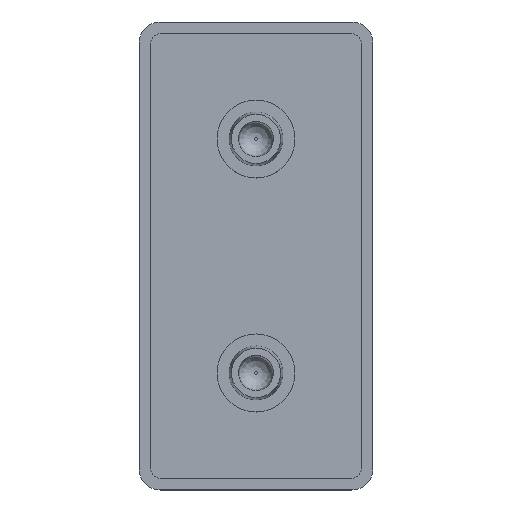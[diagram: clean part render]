
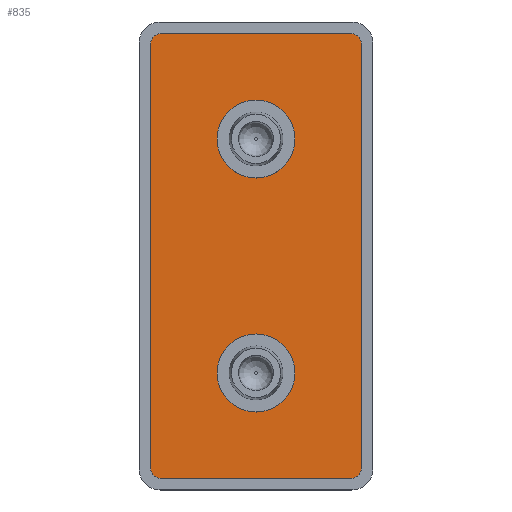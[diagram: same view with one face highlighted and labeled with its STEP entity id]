
A CAD part, top view. The second image highlights one B-rep face of the part: STEP entity #835.
In plain terms, the highlighted planar face has unit normal (0, 0, 1).
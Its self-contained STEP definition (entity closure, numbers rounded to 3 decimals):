
#189=CARTESIAN_POINT('',(0.0,-10.0,-1.0));
#190=VERTEX_POINT('',#189);
#191=CARTESIAN_POINT('',(0.0,-15.0,-1.0));
#192=DIRECTION('',(0.0,0.0,-1.0));
#193=DIRECTION('',(0.0,1.0,0.0));
#194=AXIS2_PLACEMENT_3D('',#191,#192,#193);
#195=CIRCLE('',#194,5.0);
#196=EDGE_CURVE('',#190,#190,#195,.T.);
#434=CARTESIAN_POINT('',(0.0,10.0,-1.0));
#435=VERTEX_POINT('',#434);
#436=CARTESIAN_POINT('',(0.0,15.0,-1.0));
#437=DIRECTION('',(0.0,0.0,-1.0));
#438=DIRECTION('',(0.0,-1.0,0.0));
#439=AXIS2_PLACEMENT_3D('',#436,#437,#438);
#440=CIRCLE('',#439,5.0);
#441=EDGE_CURVE('',#435,#435,#440,.T.);
#563=CARTESIAN_POINT('',(-13.5,27.25,-1.0));
#564=VERTEX_POINT('',#563);
#565=CARTESIAN_POINT('',(-13.5,-27.25,-1.0));
#566=VERTEX_POINT('',#565);
#567=CARTESIAN_POINT('',(-13.5,27.25,-1.0));
#568=DIRECTION('',(0.0,-1.0,0.0));
#569=VECTOR('',#568,54.5);
#570=LINE('',#567,#569);
#571=EDGE_CURVE('',#564,#566,#570,.T.);
#603=CARTESIAN_POINT('',(-12.25,-28.5,-1.0));
#604=VERTEX_POINT('',#603);
#605=CARTESIAN_POINT('',(-12.25,-27.25,-1.0));
#606=DIRECTION('',(0.0,0.0,1.0));
#607=DIRECTION('',(1.0,0.0,0.0));
#608=AXIS2_PLACEMENT_3D('',#605,#606,#607);
#609=CIRCLE('',#608,1.25);
#610=EDGE_CURVE('',#566,#604,#609,.T.);
#636=CARTESIAN_POINT('',(12.25,-28.5,-1.0));
#637=VERTEX_POINT('',#636);
#638=CARTESIAN_POINT('',(-12.25,-28.5,-1.0));
#639=DIRECTION('',(1.0,0.0,0.0));
#640=VECTOR('',#639,24.5);
#641=LINE('',#638,#640);
#642=EDGE_CURVE('',#604,#637,#641,.T.);
#667=CARTESIAN_POINT('',(13.5,-27.25,-1.0));
#668=VERTEX_POINT('',#667);
#669=CARTESIAN_POINT('',(12.25,-27.25,-1.0));
#670=DIRECTION('',(0.0,0.0,1.0));
#671=DIRECTION('',(0.0,1.0,0.0));
#672=AXIS2_PLACEMENT_3D('',#669,#670,#671);
#673=CIRCLE('',#672,1.25);
#674=EDGE_CURVE('',#637,#668,#673,.T.);
#700=CARTESIAN_POINT('',(13.5,27.25,-1.0));
#701=VERTEX_POINT('',#700);
#702=CARTESIAN_POINT('',(13.5,-27.25,-1.0));
#703=DIRECTION('',(0.0,1.0,0.0));
#704=VECTOR('',#703,54.5);
#705=LINE('',#702,#704);
#706=EDGE_CURVE('',#668,#701,#705,.T.);
#731=CARTESIAN_POINT('',(12.25,28.5,-1.0));
#732=VERTEX_POINT('',#731);
#733=CARTESIAN_POINT('',(12.25,27.25,-1.0));
#734=DIRECTION('',(0.0,0.0,1.0));
#735=DIRECTION('',(-1.0,0.0,0.0));
#736=AXIS2_PLACEMENT_3D('',#733,#734,#735);
#737=CIRCLE('',#736,1.25);
#738=EDGE_CURVE('',#701,#732,#737,.T.);
#764=CARTESIAN_POINT('',(-12.25,28.5,-1.0));
#765=VERTEX_POINT('',#764);
#766=CARTESIAN_POINT('',(12.25,28.5,-1.0));
#767=DIRECTION('',(-1.0,0.0,0.0));
#768=VECTOR('',#767,24.5);
#769=LINE('',#766,#768);
#770=EDGE_CURVE('',#732,#765,#769,.T.);
#795=CARTESIAN_POINT('',(-12.25,27.25,-1.0));
#796=DIRECTION('',(0.0,0.0,1.0));
#797=DIRECTION('',(0.0,-1.0,0.0));
#798=AXIS2_PLACEMENT_3D('',#795,#796,#797);
#799=CIRCLE('',#798,1.25);
#800=EDGE_CURVE('',#765,#564,#799,.T.);
#814=CARTESIAN_POINT('',(0.0,0.,-1.0));
#815=DIRECTION('',(0.0,0.0,1.0));
#816=DIRECTION('',(1.0,0.0,0.0));
#817=AXIS2_PLACEMENT_3D('',#814,#815,#816);
#818=PLANE('',#817);
#819=ORIENTED_EDGE('',*,*,#571,.T.);
#820=ORIENTED_EDGE('',*,*,#610,.T.);
#821=ORIENTED_EDGE('',*,*,#642,.T.);
#822=ORIENTED_EDGE('',*,*,#674,.T.);
#823=ORIENTED_EDGE('',*,*,#706,.T.);
#824=ORIENTED_EDGE('',*,*,#738,.T.);
#825=ORIENTED_EDGE('',*,*,#770,.T.);
#826=ORIENTED_EDGE('',*,*,#800,.T.);
#827=EDGE_LOOP('',(#819,#820,#821,#822,#823,#824,#825,#826));
#828=FACE_OUTER_BOUND('',#827,.T.);
#829=ORIENTED_EDGE('',*,*,#196,.T.);
#830=EDGE_LOOP('',(#829));
#831=FACE_BOUND('',#830,.T.);
#832=ORIENTED_EDGE('',*,*,#441,.T.);
#833=EDGE_LOOP('',(#832));
#834=FACE_BOUND('',#833,.T.);
#835=ADVANCED_FACE('',(#828,#831,#834),#818,.T.);
